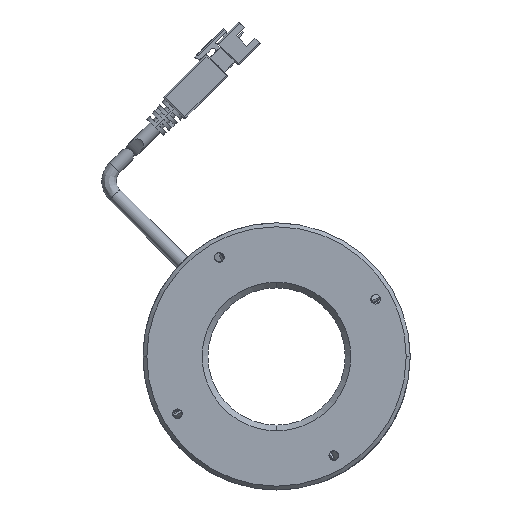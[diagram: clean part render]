
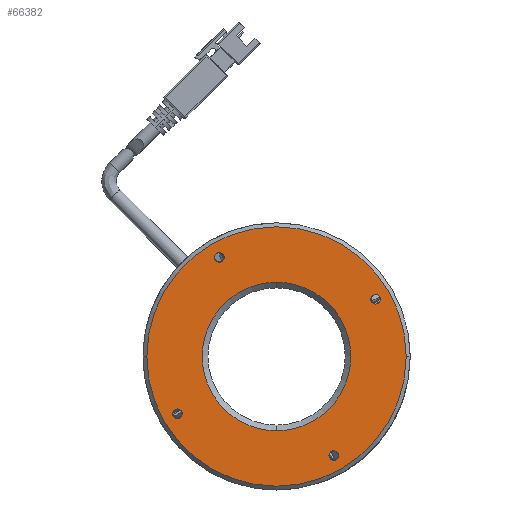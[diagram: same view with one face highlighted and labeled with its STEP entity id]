
A CAD part, front view. The second image highlights one B-rep face of the part: STEP entity #66382.
In plain terms, the highlighted planar face has unit normal (0, -1, 0).
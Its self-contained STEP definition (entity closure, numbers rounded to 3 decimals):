
#283 = CARTESIAN_POINT ( 'NONE',  ( -22.224, -26.737, -39.083 ) ) ;
#1486 = DIRECTION ( 'NONE',  ( 0., -1., 0. ) ) ;
#3578 = AXIS2_PLACEMENT_3D ( 'NONE', #31961, #88263, #40081 ) ;
#4066 = DIRECTION ( 'NONE',  ( 0., 1., 0. ) ) ;
#4451 = AXIS2_PLACEMENT_3D ( 'NONE', #90619, #42412, #98644 ) ;
#6367 = ORIENTED_EDGE ( 'NONE', *, *, #12301, .F. ) ;
#8370 = DIRECTION ( 'NONE',  ( 0., 0., -1. ) ) ;
#10443 = EDGE_CURVE ( 'NONE', #72847, #84745, #87884, .T. ) ;
#10648 = EDGE_CURVE ( 'NONE', #37887, #54056, #19805, .T. ) ;
#11037 = CIRCLE ( 'NONE', #43676, 1.25 ) ;
#11477 = CARTESIAN_POINT ( 'NONE',  ( -11.243, -26.737, 1.898 ) ) ;
#12301 = EDGE_CURVE ( 'NONE', #54056, #37887, #97014, .T. ) ;
#14035 = CARTESIAN_POINT ( 'NONE',  ( -37.224, -26.737, 6.398 ) ) ;
#14776 = CARTESIAN_POINT ( 'NONE',  ( -52.224, -26.737, 12.878 ) ) ;
#17142 = ORIENTED_EDGE ( 'NONE', *, *, #47731, .F. ) ;
#19601 = DIRECTION ( 'NONE',  ( 0., 0., -1. ) ) ;
#19805 = CIRCLE ( 'NONE', #47359, 34. ) ;
#20929 = AXIS2_PLACEMENT_3D ( 'NONE', #11477, #67796, #19601 ) ;
#21637 = DIRECTION ( 'NONE',  ( 0., -1., 0. ) ) ;
#21804 = VERTEX_POINT ( 'NONE', #58706 ) ;
#22853 = ORIENTED_EDGE ( 'NONE', *, *, #10443, .F. ) ;
#22900 = ORIENTED_EDGE ( 'NONE', *, *, #55451, .F. ) ;
#22918 = DIRECTION ( 'NONE',  ( 0., 0., -1. ) ) ;
#23020 = EDGE_LOOP ( 'NONE', ( #42322, #22853 ) ) ;
#25179 = EDGE_LOOP ( 'NONE', ( #55427, #64336 ) ) ;
#26032 = CARTESIAN_POINT ( 'NONE',  ( -11.243, -26.737, 1.898 ) ) ;
#26082 = VERTEX_POINT ( 'NONE', #29254 ) ;
#27374 = EDGE_LOOP ( 'NONE', ( #22900, #98588 ) ) ;
#27650 = CIRCLE ( 'NONE', #3578, 1.25 ) ;
#28078 = AXIS2_PLACEMENT_3D ( 'NONE', #14776, #71090, #22918 ) ;
#29198 = EDGE_LOOP ( 'NONE', ( #66798, #6367 ) ) ;
#29254 = CARTESIAN_POINT ( 'NONE',  ( -52.224, -26.737, 14.128 ) ) ;
#29986 = FACE_BOUND ( 'NONE', #23020, .T. ) ;
#31936 = EDGE_CURVE ( 'NONE', #59867, #21804, #62318, .T. ) ;
#31961 = CARTESIAN_POINT ( 'NONE',  ( -22.224, -26.737, -39.083 ) ) ;
#32512 = FACE_BOUND ( 'NONE', #48502, .T. ) ;
#32928 = VERTEX_POINT ( 'NONE', #56525 ) ;
#34142 = DIRECTION ( 'NONE',  ( 0., 0., -1. ) ) ;
#37219 = CIRCLE ( 'NONE', #99041, 1.25 ) ;
#37716 = CIRCLE ( 'NONE', #20929, 1.25 ) ;
#37887 = VERTEX_POINT ( 'NONE', #70057 ) ;
#38551 = AXIS2_PLACEMENT_3D ( 'NONE', #96009, #95905, #95896 ) ;
#38780 = CIRCLE ( 'NONE', #4451, 1.25 ) ;
#40081 = DIRECTION ( 'NONE',  ( 0., 0., -1. ) ) ;
#41457 = DIRECTION ( 'NONE',  ( 0., -1., 0. ) ) ;
#41645 = EDGE_CURVE ( 'NONE', #26082, #41743, #42728, .T. ) ;
#41743 = VERTEX_POINT ( 'NONE', #88712 ) ;
#42322 = ORIENTED_EDGE ( 'NONE', *, *, #55121, .F. ) ;
#42412 = DIRECTION ( 'NONE',  ( 0., -1., 0. ) ) ;
#42728 = CIRCLE ( 'NONE', #28078, 1.25 ) ;
#43572 = ORIENTED_EDGE ( 'NONE', *, *, #71365, .F. ) ;
#43676 = AXIS2_PLACEMENT_3D ( 'NONE', #283, #56618, #8370 ) ;
#43738 = AXIS2_PLACEMENT_3D ( 'NONE', #89664, #41457, #97677 ) ;
#45541 = VERTEX_POINT ( 'NONE', #92924 ) ;
#47359 = AXIS2_PLACEMENT_3D ( 'NONE', #87630, #87513, #87502 ) ;
#47731 = EDGE_CURVE ( 'NONE', #32928, #57937, #63064, .T. ) ;
#48502 = EDGE_LOOP ( 'NONE', ( #17142, #74978 ) ) ;
#49284 = EDGE_CURVE ( 'NONE', #57937, #32928, #38780, .T. ) ;
#49713 = CARTESIAN_POINT ( 'NONE',  ( -63.205, -26.737, -28.102 ) ) ;
#51474 = FACE_OUTER_BOUND ( 'NONE', #29198, .T. ) ;
#52297 = CARTESIAN_POINT ( 'NONE',  ( -55.224, -26.737, -13.102 ) ) ;
#53743 = AXIS2_PLACEMENT_3D ( 'NONE', #52297, #4066, #60341 ) ;
#54056 = VERTEX_POINT ( 'NONE', #94689 ) ;
#54552 = AXIS2_PLACEMENT_3D ( 'NONE', #26032, #82328, #34142 ) ;
#55121 = EDGE_CURVE ( 'NONE', #84745, #72847, #86517, .T. ) ;
#55427 = ORIENTED_EDGE ( 'NONE', *, *, #31936, .F. ) ;
#55451 = EDGE_CURVE ( 'NONE', #41743, #26082, #37219, .T. ) ;
#56525 = CARTESIAN_POINT ( 'NONE',  ( -63.205, -26.737, -29.352 ) ) ;
#56618 = DIRECTION ( 'NONE',  ( 0., -1., 0. ) ) ;
#57067 = AXIS2_PLACEMENT_3D ( 'NONE', #62048, #61961, #61703 ) ;
#57783 = DIRECTION ( 'NONE',  ( 0., 0., -1. ) ) ;
#57937 = VERTEX_POINT ( 'NONE', #71453 ) ;
#58706 = CARTESIAN_POINT ( 'NONE',  ( -11.243, -26.737, 3.148 ) ) ;
#58723 = EDGE_LOOP ( 'NONE', ( #90579, #43572 ) ) ;
#59867 = VERTEX_POINT ( 'NONE', #93798 ) ;
#60341 = DIRECTION ( 'NONE',  ( 0., 0., 1. ) ) ;
#61184 = EDGE_CURVE ( 'NONE', #91519, #45541, #27650, .T. ) ;
#61390 = AXIS2_PLACEMENT_3D ( 'NONE', #49713, #1486, #57783 ) ;
#61703 = DIRECTION ( 'NONE',  ( -1., 0., 0. ) ) ;
#61961 = DIRECTION ( 'NONE',  ( 0., 1., 0. ) ) ;
#62048 = CARTESIAN_POINT ( 'NONE',  ( -37.224, -26.737, -13.102 ) ) ;
#62318 = CIRCLE ( 'NONE', #54552, 1.25 ) ;
#63064 = CIRCLE ( 'NONE', #61390, 1.25 ) ;
#64336 = ORIENTED_EDGE ( 'NONE', *, *, #100312, .F. ) ;
#66382 = ADVANCED_FACE ( 'NONE', ( #32512, #94183, #75312, #72764, #51474, #29986 ), #91653, .F. ) ;
#66798 = ORIENTED_EDGE ( 'NONE', *, *, #10648, .F. ) ;
#67796 = DIRECTION ( 'NONE',  ( 0., -1., 0. ) ) ;
#69190 = CARTESIAN_POINT ( 'NONE',  ( -22.224, -26.737, -40.333 ) ) ;
#69805 = CARTESIAN_POINT ( 'NONE',  ( -52.224, -26.737, 12.878 ) ) ;
#70057 = CARTESIAN_POINT ( 'NONE',  ( -71.224, -26.737, -13.102 ) ) ;
#71090 = DIRECTION ( 'NONE',  ( 0., -1., 0. ) ) ;
#71105 = CARTESIAN_POINT ( 'NONE',  ( -37.224, -26.737, -32.602 ) ) ;
#71365 = EDGE_CURVE ( 'NONE', #45541, #91519, #11037, .T. ) ;
#71453 = CARTESIAN_POINT ( 'NONE',  ( -63.205, -26.737, -26.852 ) ) ;
#72764 = FACE_BOUND ( 'NONE', #27374, .T. ) ;
#72847 = VERTEX_POINT ( 'NONE', #14035 ) ;
#74978 = ORIENTED_EDGE ( 'NONE', *, *, #49284, .F. ) ;
#75312 = FACE_BOUND ( 'NONE', #25179, .T. ) ;
#77918 = DIRECTION ( 'NONE',  ( 0., 0., -1. ) ) ;
#82328 = DIRECTION ( 'NONE',  ( 0., -1., 0. ) ) ;
#84745 = VERTEX_POINT ( 'NONE', #71105 ) ;
#86517 = CIRCLE ( 'NONE', #43738, 19.5 ) ;
#87502 = DIRECTION ( 'NONE',  ( -1., 0., 0. ) ) ;
#87513 = DIRECTION ( 'NONE',  ( 0., 1., 0. ) ) ;
#87630 = CARTESIAN_POINT ( 'NONE',  ( -37.224, -26.737, -13.102 ) ) ;
#87884 = CIRCLE ( 'NONE', #38551, 19.5 ) ;
#88263 = DIRECTION ( 'NONE',  ( 0., -1., 0. ) ) ;
#88712 = CARTESIAN_POINT ( 'NONE',  ( -52.224, -26.737, 11.628 ) ) ;
#89664 = CARTESIAN_POINT ( 'NONE',  ( -37.224, -26.737, -13.102 ) ) ;
#90579 = ORIENTED_EDGE ( 'NONE', *, *, #61184, .F. ) ;
#90619 = CARTESIAN_POINT ( 'NONE',  ( -63.205, -26.737, -28.102 ) ) ;
#91519 = VERTEX_POINT ( 'NONE', #69190 ) ;
#91653 = PLANE ( 'NONE',  #53743 ) ;
#92924 = CARTESIAN_POINT ( 'NONE',  ( -22.224, -26.737, -37.833 ) ) ;
#93798 = CARTESIAN_POINT ( 'NONE',  ( -11.243, -26.737, 0.648 ) ) ;
#94183 = FACE_BOUND ( 'NONE', #58723, .T. ) ;
#94689 = CARTESIAN_POINT ( 'NONE',  ( -3.224, -26.737, -13.102 ) ) ;
#95896 = DIRECTION ( 'NONE',  ( 0., 0., -1. ) ) ;
#95905 = DIRECTION ( 'NONE',  ( 0., -1., 0. ) ) ;
#96009 = CARTESIAN_POINT ( 'NONE',  ( -37.224, -26.737, -13.102 ) ) ;
#97014 = CIRCLE ( 'NONE', #57067, 34. ) ;
#97677 = DIRECTION ( 'NONE',  ( 0., 0., -1. ) ) ;
#98588 = ORIENTED_EDGE ( 'NONE', *, *, #41645, .F. ) ;
#98644 = DIRECTION ( 'NONE',  ( 0., 0., -1. ) ) ;
#99041 = AXIS2_PLACEMENT_3D ( 'NONE', #69805, #21637, #77918 ) ;
#100312 = EDGE_CURVE ( 'NONE', #21804, #59867, #37716, .T. ) ;
